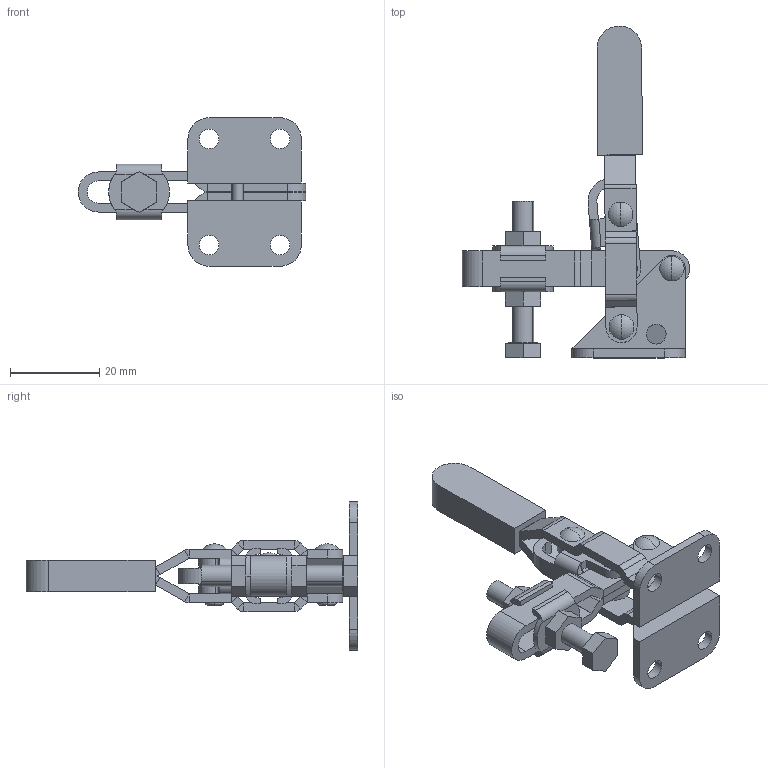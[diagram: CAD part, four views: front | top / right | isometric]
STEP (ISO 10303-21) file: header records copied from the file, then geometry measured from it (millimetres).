
FILE_DESCRIPTION (( 'STEP AP214' ), '1' );
FILE_NAME ('493803(GH-101-ASS).STEP', '2019-01-16T05:55:22', ( 'LinWei' ), ( '' ), 'SwSTEP 2.0', 'SolidWorks 2016', '' );
FILE_SCHEMA (( 'AUTOMOTIVE_DESIGN' ));
Length unit declared in the file: millimetre
Products named in the file (5): Group4^493803(GH-101-ASS); Group3^493803(GH-101-ASS); Group2^493803(GH-101-ASS); Group1^493803(GH-101-ASS); 493803(GH-101-ASS)
Assembly tree (4 placements, depth 2):
  493803(GH-101-ASS)
    Group1^493803(GH-101-ASS)
    Group2^493803(GH-101-ASS)
    Group3^493803(GH-101-ASS)
    Group4^493803(GH-101-ASS)
Bounding box: 51 x 74.4 x 33.3 mm (x, y, z)
Volume: 9463.7 mm3; surface area: 10217.3 mm2
Topology: 4 solids, 4 shells, 354 faces, 852 edges, 516 vertices
Faces by surface type: plane 214, cylinder 120, sphere 8, torus 8, bspline 4
Entity records: 11675 total; most frequent: CARTESIAN_POINT 1939, DIRECTION 1826, ORIENTED_EDGE 1704, EDGE_CURVE 852, AXIS2_PLACEMENT_3D 639, LINE 548, VECTOR 548, VERTEX_POINT 516
